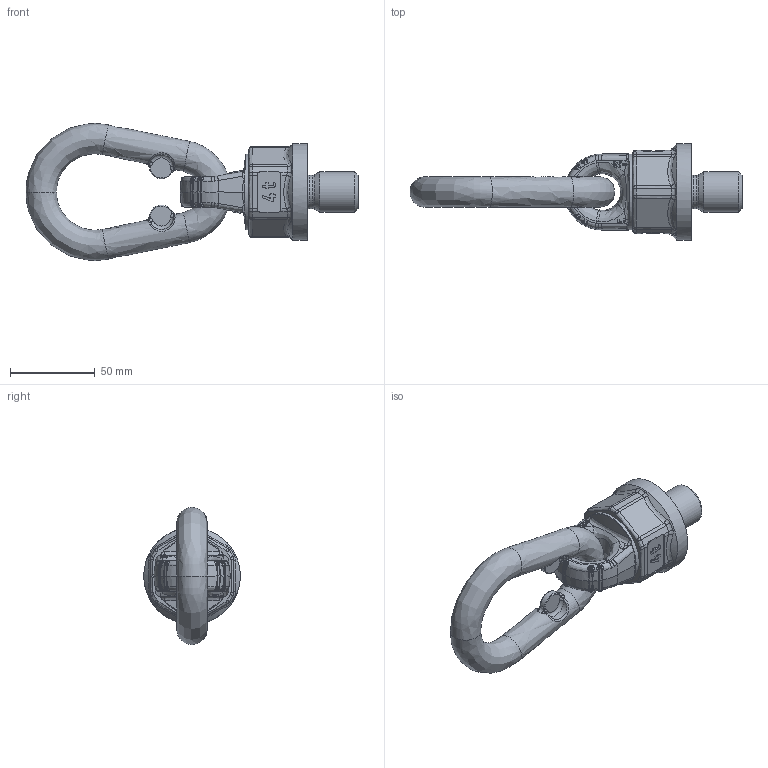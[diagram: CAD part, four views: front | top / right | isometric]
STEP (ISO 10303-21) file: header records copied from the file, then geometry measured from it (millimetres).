
FILE_DESCRIPTION((''),'2;1');
FILE_NAME('TP4_M24x30_senkrecht.stp', '2012-07-13T12:36:42',('User'),('SDRC'),'I-DEAS Master Series 9','UNIX', 'Yes');
FILE_SCHEMA(('AUTOMOTIVE_DESIGN { 1 0 10303 214 1 1 1 1 }'));
Length unit declared in the file: millimetre
Products named in the file (1): TP4_M24x30_senkrecht
Bounding box: 196.07 x 56.95 x 80.98 mm (x, y, z)
Volume: 178923.8 mm3; surface area: 32950.4 mm2
Topology: 2 solids, 2 shells, 659 faces, 1651 edges, 986 vertices
Faces by surface type: bspline 659
Entity records: 24954 total; most frequent: CARTESIAN_POINT 14651, ORIENTED_EDGE 3242, EDGE_CURVE 1621, VERTEX_POINT 986, OVER_RIDING_STYLED_ITEM 930, EDGE_LOOP 683, QUASI_UNIFORM_CURVE 671, FACE_OUTER_BOUND 659
